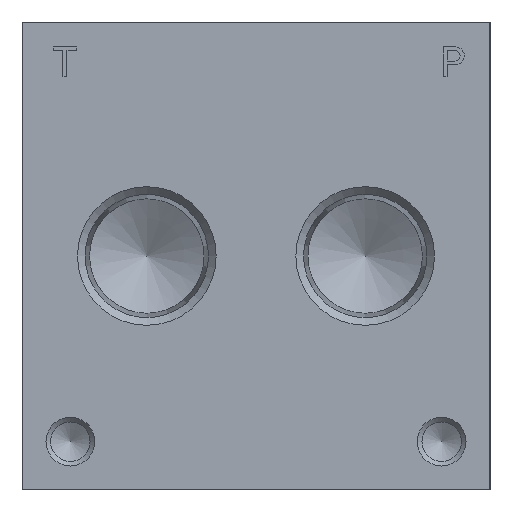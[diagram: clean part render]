
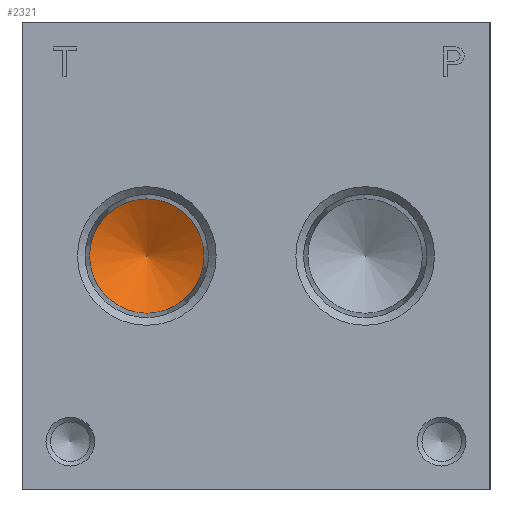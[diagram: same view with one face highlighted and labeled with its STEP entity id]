
A CAD part, left-side view. The second image highlights one B-rep face of the part: STEP entity #2321.
In plain terms, the highlighted conical face has half-angle 61.526 degrees and reference radius 9.32 mm.
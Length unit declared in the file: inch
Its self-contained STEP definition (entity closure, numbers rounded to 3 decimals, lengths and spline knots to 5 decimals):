
#2321 = ADVANCED_FACE( '', ( #5096, #5097 ), #5098, .F. );
#5096 = FACE_BOUND( '', #7913, .T. );
#5097 = FACE_OUTER_BOUND( '', #7914, .T. );
#5098 = CONICAL_SURFACE( '', #7915, 0.36691, 1.074 );
#7913 = VERTEX_LOOP( '', #14095 );
#7914 = EDGE_LOOP( '', ( #14096 ) );
#7915 = AXIS2_PLACEMENT_3D( '', #14097, #14098, #14099 );
#14095 = VERTEX_POINT( '', #16714 );
#14096 = ORIENTED_EDGE( '', *, *, #15752, .F. );
#14097 = CARTESIAN_POINT( '', ( 0.962, 2.2, 1.5 ) );
#14098 = DIRECTION( '', ( -1., 0., 0. ) );
#14099 = DIRECTION( '', ( 0., 0., 1. ) );
#15752 = EDGE_CURVE( '', #19019, #19019, #19020, .T. );
#16714 = CARTESIAN_POINT( '', ( 1.161, 2.2, 1.5 ) );
#19019 = VERTEX_POINT( '', #23260 );
#19020 = CIRCLE( '', #23261, 0.36691 );
#23260 = CARTESIAN_POINT( '', ( 0.962, 2.2, 1.13309 ) );
#23261 = AXIS2_PLACEMENT_3D( '', #26427, #26428, #26429 );
#26427 = CARTESIAN_POINT( '', ( 0.962, 2.2, 1.5 ) );
#26428 = DIRECTION( '', ( 1., 0., 0. ) );
#26429 = DIRECTION( '', ( 0., 0., -1. ) );
